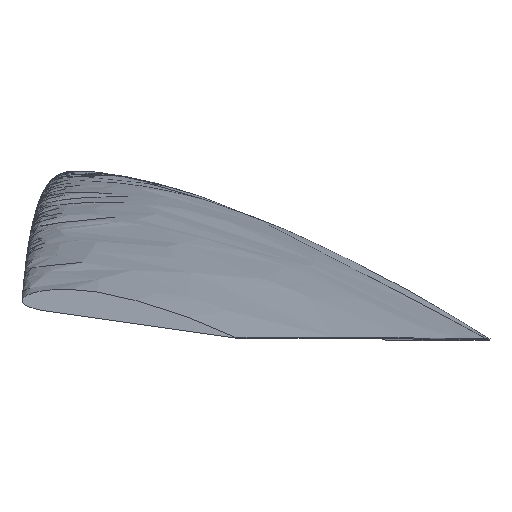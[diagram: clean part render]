
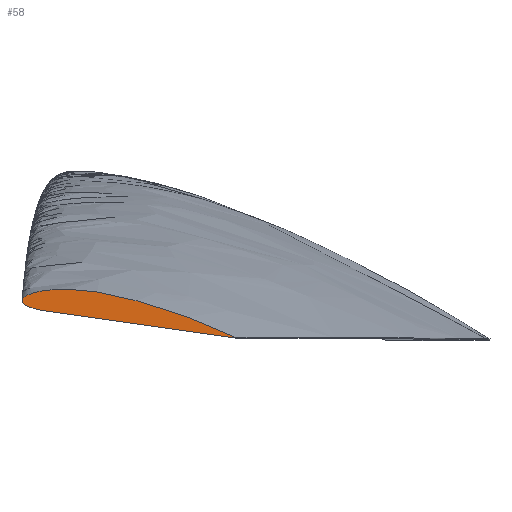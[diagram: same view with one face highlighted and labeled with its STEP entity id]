
A CAD part, top view. The second image highlights one B-rep face of the part: STEP entity #58.
In plain terms, the highlighted planar face has unit normal (0, 0, 1).
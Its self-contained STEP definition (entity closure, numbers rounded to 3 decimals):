
#18=FACE_OUTER_BOUND('',#22,.T.);
#22=EDGE_LOOP('',(#45,#46));
#26=LINE('',#221,#28);
#28=VECTOR('',#72,0.043);
#30=B_SPLINE_CURVE_WITH_KNOTS('',3,(#118,#119,#120,#121,#122,#123,#124,
#125,#126,#127,#128,#129,#130,#131,#132,#133,#134,#135,#136,#137,#138,#139,
#140,#141,#142,#143,#144,#145,#146,#147,#148,#149,#150,#151,#152,#153,#154,
#155,#156,#157,#158,#159,#160,#161,#162,#163,#164,#165,#166,#167,#168,#169,
#170,#171,#172,#173,#174,#175,#176,#177,#178,#179,#180,#181,#182,#183,#184,
#185,#186,#187,#188,#189,#190,#191,#192,#193,#194,#195,#196,#197,#198,#199,
#200,#201,#202,#203,#204,#205,#206,#207,#208,#209,#210,#211,#212,#213,#214,
#215,#216,#217,#218,#219,#220),.UNSPECIFIED.,.F.,.F.,(4,3,3,3,3,3,3,3,3,
3,3,3,3,3,3,3,3,3,3,3,3,3,3,3,3,3,3,3,3,3,3,3,3,3,4),(-1.,-0.976,
-0.951,-0.902,-0.853,-0.804,
-0.755,-0.707,-0.658,-0.633,
-0.609,-0.584,-0.56,-0.548,
-0.535,-0.523,-0.516,-0.507,
-0.493,-0.486,-0.472,-0.459,
-0.446,-0.421,-0.396,-0.371,
-0.347,-0.298,-0.249,-0.2,
-0.15,-0.101,-0.05,-0.025,
0.),.UNSPECIFIED.);
#35=VERTEX_POINT('',#116);
#36=VERTEX_POINT('',#117);
#39=EDGE_CURVE('',#35,#36,#30,.T.);
#40=EDGE_CURVE('',#36,#35,#26,.T.);
#45=ORIENTED_EDGE('',*,*,#39,.F.);
#46=ORIENTED_EDGE('',*,*,#40,.F.);
#56=PLANE('',#64);
#58=ADVANCED_FACE('',(#18),#56,.T.);
#64=AXIS2_PLACEMENT_3D('',#115,#70,#71);
#70=DIRECTION('center_axis',(0.,0.,
1.));
#71=DIRECTION('ref_axis',(1.,0.,0.));
#72=DIRECTION('',(-0.17,-0.985,0.));
#115=CARTESIAN_POINT('Origin',(9.213,1.704,152.4));
#116=CARTESIAN_POINT('',(16.693,-0.021,152.4));
#117=CARTESIAN_POINT('',(16.7,0.022,152.4));
#118=CARTESIAN_POINT('Ctrl Pts',(16.693,-0.021,152.4));
#119=CARTESIAN_POINT('Ctrl Pts',(16.418,0.025,152.4));
#120=CARTESIAN_POINT('Ctrl Pts',(16.144,0.071,152.4));
#121=CARTESIAN_POINT('Ctrl Pts',(15.869,0.116,152.4));
#122=CARTESIAN_POINT('Ctrl Pts',(15.594,0.161,152.4));
#123=CARTESIAN_POINT('Ctrl Pts',(15.319,0.205,152.4));
#124=CARTESIAN_POINT('Ctrl Pts',(15.044,0.248,152.4));
#125=CARTESIAN_POINT('Ctrl Pts',(14.495,0.335,152.4));
#126=CARTESIAN_POINT('Ctrl Pts',(13.944,0.421,152.4));
#127=CARTESIAN_POINT('Ctrl Pts',(13.394,0.505,152.4));
#128=CARTESIAN_POINT('Ctrl Pts',(12.843,0.588,152.4));
#129=CARTESIAN_POINT('Ctrl Pts',(12.292,0.668,152.4));
#130=CARTESIAN_POINT('Ctrl Pts',(11.741,0.746,152.4));
#131=CARTESIAN_POINT('Ctrl Pts',(11.189,0.824,152.4));
#132=CARTESIAN_POINT('Ctrl Pts',(10.637,0.899,152.4));
#133=CARTESIAN_POINT('Ctrl Pts',(10.085,0.973,152.4));
#134=CARTESIAN_POINT('Ctrl Pts',(9.533,1.046,152.4));
#135=CARTESIAN_POINT('Ctrl Pts',(8.981,1.118,152.4));
#136=CARTESIAN_POINT('Ctrl Pts',(8.428,1.191,152.4));
#137=CARTESIAN_POINT('Ctrl Pts',(7.876,1.264,152.4));
#138=CARTESIAN_POINT('Ctrl Pts',(7.324,1.338,152.4));
#139=CARTESIAN_POINT('Ctrl Pts',(6.771,1.41,152.4));
#140=CARTESIAN_POINT('Ctrl Pts',(6.219,1.481,152.4));
#141=CARTESIAN_POINT('Ctrl Pts',(5.666,1.549,152.4));
#142=CARTESIAN_POINT('Ctrl Pts',(5.113,1.618,152.4));
#143=CARTESIAN_POINT('Ctrl Pts',(4.836,1.653,152.4));
#144=CARTESIAN_POINT('Ctrl Pts',(4.56,1.687,152.4));
#145=CARTESIAN_POINT('Ctrl Pts',(4.283,1.721,152.4));
#146=CARTESIAN_POINT('Ctrl Pts',(4.006,1.754,152.4));
#147=CARTESIAN_POINT('Ctrl Pts',(3.73,1.787,152.4));
#148=CARTESIAN_POINT('Ctrl Pts',(3.453,1.823,152.4));
#149=CARTESIAN_POINT('Ctrl Pts',(3.177,1.86,152.4));
#150=CARTESIAN_POINT('Ctrl Pts',(2.902,1.899,152.4));
#151=CARTESIAN_POINT('Ctrl Pts',(2.627,1.942,152.4));
#152=CARTESIAN_POINT('Ctrl Pts',(2.352,1.986,152.4));
#153=CARTESIAN_POINT('Ctrl Pts',(2.077,2.032,152.4));
#154=CARTESIAN_POINT('Ctrl Pts',(1.804,2.088,152.4));
#155=CARTESIAN_POINT('Ctrl Pts',(1.668,2.116,152.4));
#156=CARTESIAN_POINT('Ctrl Pts',(1.532,2.146,152.4));
#157=CARTESIAN_POINT('Ctrl Pts',(1.396,2.179,152.4));
#158=CARTESIAN_POINT('Ctrl Pts',(1.261,2.212,152.4));
#159=CARTESIAN_POINT('Ctrl Pts',(1.126,2.247,152.4));
#160=CARTESIAN_POINT('Ctrl Pts',(0.992,2.291,152.4));
#161=CARTESIAN_POINT('Ctrl Pts',(0.856,2.335,152.4));
#162=CARTESIAN_POINT('Ctrl Pts',(0.722,2.388,152.4));
#163=CARTESIAN_POINT('Ctrl Pts',(0.596,2.451,152.4));
#164=CARTESIAN_POINT('Ctrl Pts',(0.529,2.484,152.4));
#165=CARTESIAN_POINT('Ctrl Pts',(0.465,2.521,152.4));
#166=CARTESIAN_POINT('Ctrl Pts',(0.405,2.572,152.4));
#167=CARTESIAN_POINT('Ctrl Pts',(0.321,2.644,152.4));
#168=CARTESIAN_POINT('Ctrl Pts',(0.244,2.745,152.4));
#169=CARTESIAN_POINT('Ctrl Pts',(0.24,2.843,152.4));
#170=CARTESIAN_POINT('Ctrl Pts',(0.234,2.984,152.4));
#171=CARTESIAN_POINT('Ctrl Pts',(0.378,3.119,152.4));
#172=CARTESIAN_POINT('Ctrl Pts',(0.515,3.209,152.4));
#173=CARTESIAN_POINT('Ctrl Pts',(0.593,3.26,152.4));
#174=CARTESIAN_POINT('Ctrl Pts',(0.669,3.297,152.4));
#175=CARTESIAN_POINT('Ctrl Pts',(0.748,3.33,152.4));
#176=CARTESIAN_POINT('Ctrl Pts',(0.89,3.389,152.4));
#177=CARTESIAN_POINT('Ctrl Pts',(1.044,3.438,152.4));
#178=CARTESIAN_POINT('Ctrl Pts',(1.197,3.479,152.4));
#179=CARTESIAN_POINT('Ctrl Pts',(1.344,3.518,152.4));
#180=CARTESIAN_POINT('Ctrl Pts',(1.49,3.551,152.4));
#181=CARTESIAN_POINT('Ctrl Pts',(1.638,3.578,152.4));
#182=CARTESIAN_POINT('Ctrl Pts',(1.782,3.604,152.4));
#183=CARTESIAN_POINT('Ctrl Pts',(1.927,3.625,152.4));
#184=CARTESIAN_POINT('Ctrl Pts',(2.073,3.643,152.4));
#185=CARTESIAN_POINT('Ctrl Pts',(2.359,3.679,152.4));
#186=CARTESIAN_POINT('Ctrl Pts',(2.645,3.702,152.4));
#187=CARTESIAN_POINT('Ctrl Pts',(2.933,3.715,152.4));
#188=CARTESIAN_POINT('Ctrl Pts',(3.215,3.727,152.4));
#189=CARTESIAN_POINT('Ctrl Pts',(3.498,3.729,152.4));
#190=CARTESIAN_POINT('Ctrl Pts',(3.781,3.722,152.4));
#191=CARTESIAN_POINT('Ctrl Pts',(4.062,3.716,152.4));
#192=CARTESIAN_POINT('Ctrl Pts',(4.342,3.702,152.4));
#193=CARTESIAN_POINT('Ctrl Pts',(4.622,3.681,152.4));
#194=CARTESIAN_POINT('Ctrl Pts',(4.9,3.659,152.4));
#195=CARTESIAN_POINT('Ctrl Pts',(5.177,3.631,152.4));
#196=CARTESIAN_POINT('Ctrl Pts',(5.454,3.596,152.4));
#197=CARTESIAN_POINT('Ctrl Pts',(6.007,3.527,152.4));
#198=CARTESIAN_POINT('Ctrl Pts',(6.556,3.431,152.4));
#199=CARTESIAN_POINT('Ctrl Pts',(7.101,3.319,152.4));
#200=CARTESIAN_POINT('Ctrl Pts',(7.647,3.206,152.4));
#201=CARTESIAN_POINT('Ctrl Pts',(8.19,3.075,152.4));
#202=CARTESIAN_POINT('Ctrl Pts',(8.729,2.934,152.4));
#203=CARTESIAN_POINT('Ctrl Pts',(9.271,2.792,152.4));
#204=CARTESIAN_POINT('Ctrl Pts',(9.81,2.64,152.4));
#205=CARTESIAN_POINT('Ctrl Pts',(10.345,2.477,152.4));
#206=CARTESIAN_POINT('Ctrl Pts',(10.883,2.313,152.4));
#207=CARTESIAN_POINT('Ctrl Pts',(11.418,2.138,152.4));
#208=CARTESIAN_POINT('Ctrl Pts',(11.95,1.954,152.4));
#209=CARTESIAN_POINT('Ctrl Pts',(12.484,1.769,152.4));
#210=CARTESIAN_POINT('Ctrl Pts',(13.016,1.576,152.4));
#211=CARTESIAN_POINT('Ctrl Pts',(13.544,1.374,152.4));
#212=CARTESIAN_POINT('Ctrl Pts',(14.076,1.169,152.4));
#213=CARTESIAN_POINT('Ctrl Pts',(14.604,0.955,152.4));
#214=CARTESIAN_POINT('Ctrl Pts',(15.128,0.731,152.4));
#215=CARTESIAN_POINT('Ctrl Pts',(15.391,0.618,152.4));
#216=CARTESIAN_POINT('Ctrl Pts',(15.654,0.503,152.4));
#217=CARTESIAN_POINT('Ctrl Pts',(15.915,0.384,152.4));
#218=CARTESIAN_POINT('Ctrl Pts',(16.178,0.266,152.4));
#219=CARTESIAN_POINT('Ctrl Pts',(16.439,0.144,152.4));
#220=CARTESIAN_POINT('Ctrl Pts',(16.7,0.022,152.4));
#221=CARTESIAN_POINT('',(16.7,0.022,152.4));
